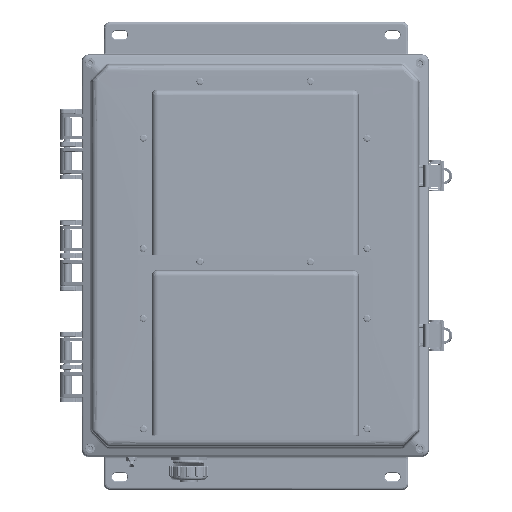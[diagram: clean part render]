
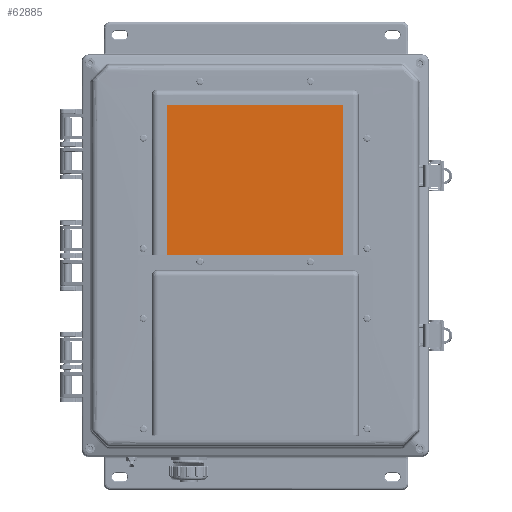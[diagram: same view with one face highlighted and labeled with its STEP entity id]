
A CAD part, top view. The second image highlights one B-rep face of the part: STEP entity #62885.
In plain terms, the highlighted face is planar.
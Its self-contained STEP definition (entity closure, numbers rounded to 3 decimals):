
#6623 = EDGE_CURVE ( 'NONE', #138570, #196495, #7700, .T. ) ;
#7700 = LINE ( 'NONE', #114464, #55861 ) ;
#8091 = DIRECTION ( 'NONE',  ( -1., 0., 0. ) ) ;
#16448 = VERTEX_POINT ( 'NONE', #179776 ) ;
#21481 = EDGE_CURVE ( 'NONE', #138570, #16448, #222166, .T. ) ;
#33181 = DIRECTION ( 'NONE',  ( 1., 0., 0. ) ) ;
#46141 = CARTESIAN_POINT ( 'NONE',  ( -80.929, -27.813, 2.101 ) ) ;
#46257 = ORIENTED_EDGE ( 'NONE', *, *, #193354, .F. ) ;
#53968 = EDGE_CURVE ( 'NONE', #16448, #176235, #212270, .T. ) ;
#55861 = VECTOR ( 'NONE', #183546, 1000. ) ;
#56237 = VECTOR ( 'NONE', #99227, 1000. ) ;
#62885 = ADVANCED_FACE ( 'NONE', ( #205031 ), #96378, .F. ) ;
#66067 = VECTOR ( 'NONE', #8091, 1000. ) ;
#79728 = ORIENTED_EDGE ( 'NONE', *, *, #53968, .F. ) ;
#83612 = DIRECTION ( 'NONE',  ( 0., 1., 0. ) ) ;
#84415 = ORIENTED_EDGE ( 'NONE', *, *, #6623, .T. ) ;
#94489 = CARTESIAN_POINT ( 'NONE',  ( 80.929, -27.813, -138.079 ) ) ;
#96378 = PLANE ( 'NONE',  #149388 ) ;
#99227 = DIRECTION ( 'NONE',  ( 0., 0., 1. ) ) ;
#114464 = CARTESIAN_POINT ( 'NONE',  ( 80.929, -27.813, -147.32 ) ) ;
#115687 = CARTESIAN_POINT ( 'NONE',  ( 80.929, -27.813, -0.439 ) ) ;
#122879 = LINE ( 'NONE', #216249, #225013 ) ;
#123010 = CARTESIAN_POINT ( 'NONE',  ( -80.929, -27.813, -0.439 ) ) ;
#134833 = CARTESIAN_POINT ( 'NONE',  ( -80.929, -27.813, -138.079 ) ) ;
#138570 = VERTEX_POINT ( 'NONE', #94489 ) ;
#149388 = AXIS2_PLACEMENT_3D ( 'NONE', #193741, #83612, #212022 ) ;
#167445 = EDGE_LOOP ( 'NONE', ( #222058, #84415, #46257, #79728 ) ) ;
#176235 = VERTEX_POINT ( 'NONE', #123010 ) ;
#179776 = CARTESIAN_POINT ( 'NONE',  ( -80.929, -27.813, -138.079 ) ) ;
#183546 = DIRECTION ( 'NONE',  ( 0., 0., 1. ) ) ;
#193354 = EDGE_CURVE ( 'NONE', #176235, #196495, #122879, .T. ) ;
#193741 = CARTESIAN_POINT ( 'NONE',  ( 90.17, -27.813, -147.32 ) ) ;
#196495 = VERTEX_POINT ( 'NONE', #115687 ) ;
#205031 = FACE_OUTER_BOUND ( 'NONE', #167445, .T. ) ;
#212022 = DIRECTION ( 'NONE',  ( 0., 0., 1. ) ) ;
#212270 = LINE ( 'NONE', #46141, #56237 ) ;
#216249 = CARTESIAN_POINT ( 'NONE',  ( 90.17, -27.813, -0.439 ) ) ;
#222058 = ORIENTED_EDGE ( 'NONE', *, *, #21481, .F. ) ;
#222166 = LINE ( 'NONE', #134833, #66067 ) ;
#225013 = VECTOR ( 'NONE', #33181, 1000. ) ;
